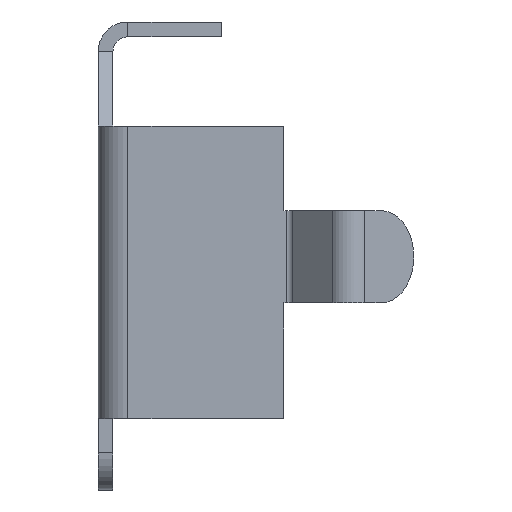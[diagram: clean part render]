
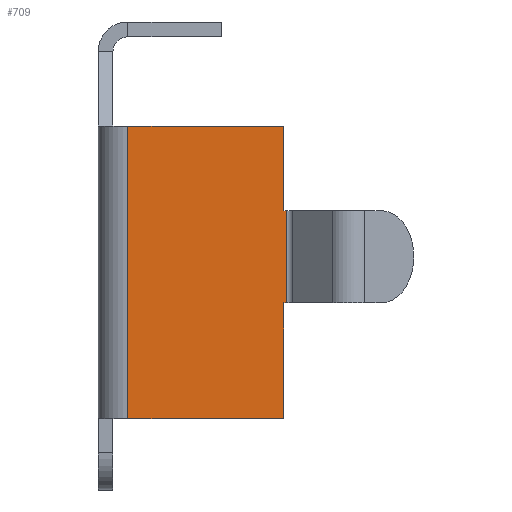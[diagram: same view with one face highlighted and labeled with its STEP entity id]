
A CAD part, left-side view. The second image highlights one B-rep face of the part: STEP entity #709.
In plain terms, the highlighted planar face has unit normal (-1, 0, 0).
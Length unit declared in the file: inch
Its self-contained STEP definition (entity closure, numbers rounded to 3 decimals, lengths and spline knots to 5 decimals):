
#52 = EDGE_CURVE ( 'NONE', #190, #2123, #2094, .T. ) ;
#133 = PLANE ( 'NONE',  #2473 ) ;
#190 = VERTEX_POINT ( 'NONE', #681 ) ;
#268 = DIRECTION ( 'NONE',  ( 0., 0., 1. ) ) ;
#287 = LINE ( 'NONE', #2286, #1949 ) ;
#401 = VERTEX_POINT ( 'NONE', #2149 ) ;
#422 = DIRECTION ( 'NONE',  ( 0., 0., -1. ) ) ;
#430 = CARTESIAN_POINT ( 'NONE',  ( -0.1575, -0.117, -0.05 ) ) ;
#453 = DIRECTION ( 'NONE',  ( 0., -1., 0. ) ) ;
#610 = ORIENTED_EDGE ( 'NONE', *, *, #980, .F. ) ;
#681 = CARTESIAN_POINT ( 'NONE',  ( -0.1575, -0.117, -0.169 ) ) ;
#686 = CARTESIAN_POINT ( 'NONE',  ( -0.1575, -0.115, -0.05 ) ) ;
#709 = ADVANCED_FACE ( 'NONE', ( #2989 ), #133, .F. ) ;
#811 = LINE ( 'NONE', #3659, #1554 ) ;
#866 = LINE ( 'NONE', #2478, #3223 ) ;
#899 = DIRECTION ( 'NONE',  ( 0., 0., -1. ) ) ;
#932 = EDGE_LOOP ( 'NONE', ( #2581, #610, #1490, #3495, #2835, #1014, #2861, #3181 ) ) ;
#980 = EDGE_CURVE ( 'NONE', #1652, #2922, #1518, .T. ) ;
#1014 = ORIENTED_EDGE ( 'NONE', *, *, #3062, .F. ) ;
#1061 = CARTESIAN_POINT ( 'NONE',  ( -0.1575, -0.115, -0.247 ) ) ;
#1358 = EDGE_CURVE ( 'NONE', #2922, #1588, #3829, .T. ) ;
#1418 = VECTOR ( 'NONE', #268, 39.37008 ) ;
#1490 = ORIENTED_EDGE ( 'NONE', *, *, #3885, .F. ) ;
#1518 = LINE ( 'NONE', #3924, #2131 ) ;
#1527 = CARTESIAN_POINT ( 'NONE',  ( -0.1575, -0.01, -0.05 ) ) ;
#1554 = VECTOR ( 'NONE', #899, 39.37008 ) ;
#1588 = VERTEX_POINT ( 'NONE', #3815 ) ;
#1652 = VERTEX_POINT ( 'NONE', #1061 ) ;
#1674 = DIRECTION ( 'NONE',  ( 0., 1., 0. ) ) ;
#1949 = VECTOR ( 'NONE', #422, 39.37008 ) ;
#1984 = EDGE_CURVE ( 'NONE', #3412, #3024, #811, .T. ) ;
#2094 = LINE ( 'NONE', #2253, #2810 ) ;
#2123 = VERTEX_POINT ( 'NONE', #3115 ) ;
#2131 = VECTOR ( 'NONE', #2425, 39.37008 ) ;
#2149 = CARTESIAN_POINT ( 'NONE',  ( -0.1575, -0.117, -0.107 ) ) ;
#2169 = DIRECTION ( 'NONE',  ( 0., -1., 0. ) ) ;
#2253 = CARTESIAN_POINT ( 'NONE',  ( -0.1575, -0.117, -0.169 ) ) ;
#2286 = CARTESIAN_POINT ( 'NONE',  ( -0.1575, -0.115, -0.169 ) ) ;
#2306 = DIRECTION ( 'NONE',  ( 1., 0., 0. ) ) ;
#2317 = LINE ( 'NONE', #3899, #3911 ) ;
#2402 = DIRECTION ( 'NONE',  ( 0., 0., -1. ) ) ;
#2425 = DIRECTION ( 'NONE',  ( 0., 1., 0. ) ) ;
#2473 = AXIS2_PLACEMENT_3D ( 'NONE', #430, #2306, #453 ) ;
#2478 = CARTESIAN_POINT ( 'NONE',  ( -0.1575, -0.117, -0.107 ) ) ;
#2517 = VECTOR ( 'NONE', #3439, 39.37008 ) ;
#2580 = EDGE_CURVE ( 'NONE', #1588, #3412, #3318, .T. ) ;
#2581 = ORIENTED_EDGE ( 'NONE', *, *, #1358, .F. ) ;
#2810 = VECTOR ( 'NONE', #1674, 39.37008 ) ;
#2835 = ORIENTED_EDGE ( 'NONE', *, *, #3553, .F. ) ;
#2861 = ORIENTED_EDGE ( 'NONE', *, *, #1984, .F. ) ;
#2922 = VERTEX_POINT ( 'NONE', #3480 ) ;
#2989 = FACE_OUTER_BOUND ( 'NONE', #932, .T. ) ;
#3024 = VERTEX_POINT ( 'NONE', #3366 ) ;
#3062 = EDGE_CURVE ( 'NONE', #3024, #401, #866, .T. ) ;
#3115 = CARTESIAN_POINT ( 'NONE',  ( -0.1575, -0.115, -0.169 ) ) ;
#3181 = ORIENTED_EDGE ( 'NONE', *, *, #2580, .F. ) ;
#3223 = VECTOR ( 'NONE', #2169, 39.37008 ) ;
#3318 = LINE ( 'NONE', #686, #2517 ) ;
#3366 = CARTESIAN_POINT ( 'NONE',  ( -0.1575, -0.115, -0.107 ) ) ;
#3412 = VERTEX_POINT ( 'NONE', #3570 ) ;
#3439 = DIRECTION ( 'NONE',  ( 0., -1., 0. ) ) ;
#3480 = CARTESIAN_POINT ( 'NONE',  ( -0.1575, -0.01, -0.247 ) ) ;
#3495 = ORIENTED_EDGE ( 'NONE', *, *, #52, .F. ) ;
#3553 = EDGE_CURVE ( 'NONE', #401, #190, #2317, .T. ) ;
#3570 = CARTESIAN_POINT ( 'NONE',  ( -0.1575, -0.115, -0.05 ) ) ;
#3659 = CARTESIAN_POINT ( 'NONE',  ( -0.1575, -0.115, -0.107 ) ) ;
#3815 = CARTESIAN_POINT ( 'NONE',  ( -0.1575, -0.01, -0.05 ) ) ;
#3829 = LINE ( 'NONE', #1527, #1418 ) ;
#3885 = EDGE_CURVE ( 'NONE', #2123, #1652, #287, .T. ) ;
#3899 = CARTESIAN_POINT ( 'NONE',  ( -0.1575, -0.117, -0.107 ) ) ;
#3911 = VECTOR ( 'NONE', #2402, 39.37008 ) ;
#3924 = CARTESIAN_POINT ( 'NONE',  ( -0.1575, 0., -0.247 ) ) ;
